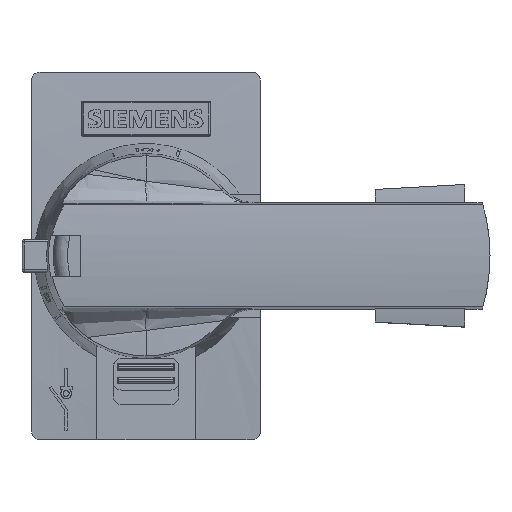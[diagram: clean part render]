
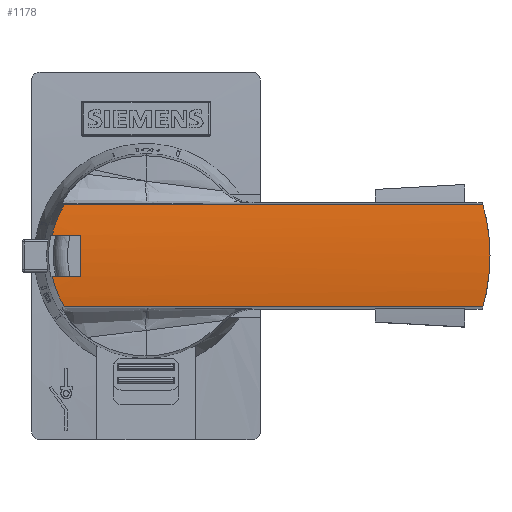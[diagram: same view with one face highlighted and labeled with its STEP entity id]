
A CAD part, top view. The second image highlights one B-rep face of the part: STEP entity #1178.
In plain terms, the highlighted cylindrical face has radius 50 mm (diameter 100 mm), a partial arc.
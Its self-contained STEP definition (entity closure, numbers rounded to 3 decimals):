
#1178=ADVANCED_FACE('',(#2628),#2629,.T.);
#2628=FACE_OUTER_BOUND('',#4675,.T.);
#2629=CYLINDRICAL_SURFACE('',#4676,50.0);
#4675=EDGE_LOOP('',(#8501,#8502,#8503,#8504,#8505,#8506,#8507,#8508,#8509));
#4676=AXIS2_PLACEMENT_3D('',#8510,#8511,#8512);
#8501=ORIENTED_EDGE('',*,*,#11844,.F.);
#8502=ORIENTED_EDGE('',*,*,#12199,.F.);
#8503=ORIENTED_EDGE('',*,*,#12201,.F.);
#8504=ORIENTED_EDGE('',*,*,#12202,.T.);
#8505=ORIENTED_EDGE('',*,*,#12147,.F.);
#8506=ORIENTED_EDGE('',*,*,#11008,.F.);
#8507=ORIENTED_EDGE('',*,*,#12186,.F.);
#8508=ORIENTED_EDGE('',*,*,#12203,.F.);
#8509=ORIENTED_EDGE('',*,*,#12193,.T.);
#8510=CARTESIAN_POINT('',(58.15,22.45,-24.));
#8511=DIRECTION('',(-1.0,0.0,0.0));
#8512=DIRECTION('',(0.0,1.0,0.0));
#11008=EDGE_CURVE('',#13182,#13172,#13184,.T.);
#11844=EDGE_CURVE('',#14428,#14424,#14430,.T.);
#12147=EDGE_CURVE('',#13172,#14937,#14938,.T.);
#12186=EDGE_CURVE('',#14989,#13182,#14991,.T.);
#12193=EDGE_CURVE('',#14999,#14424,#15002,.T.);
#12199=EDGE_CURVE('',#15008,#14428,#15010,.T.);
#12201=EDGE_CURVE('',#15012,#15008,#15013,.T.);
#12202=EDGE_CURVE('',#15012,#14937,#15014,.T.);
#12203=EDGE_CURVE('',#14999,#14989,#15015,.T.);
#13172=VERTEX_POINT('',#16586);
#13182=VERTEX_POINT('',#16612);
#13184=B_SPLINE_CURVE_WITH_KNOTS('',3,(#16619,#16620,#16621,#16622,#16623,#16624,#16625,#16626,#16627,#16628,#16629,#16630,#16631,#16632),.UNSPECIFIED.,.F.,.F.,(4,1,1,1,1,1,1,1,1,1,1,4),(0.0,0.091,0.182,0.273,0.364,0.455,0.545,0.636,0.727,0.818,0.909,1.0),.UNSPECIFIED.);
#14424=VERTEX_POINT('',#18684);
#14428=VERTEX_POINT('',#18690);
#14430=CIRCLE('',#18693,50.0);
#14937=VERTEX_POINT('',#19539);
#14938=B_SPLINE_CURVE_WITH_KNOTS('',3,(#19540,#19541,#19542,#19543,#19544,#19545,#19546,#19547,#19548,#19549,#19550,#19551,#19552,#19553),.UNSPECIFIED.,.F.,.F.,(4,1,1,1,1,1,1,1,1,1,1,4),(0.0,0.091,0.182,0.273,0.364,0.455,0.545,0.636,0.727,0.818,0.909,1.0),.UNSPECIFIED.);
#14989=VERTEX_POINT('',#19749);
#14991=LINE('',#19755,#19756);
#14999=VERTEX_POINT('',#19767);
#15002=LINE('',#19776,#19777);
#15008=VERTEX_POINT('',#19784);
#15010=LINE('',#19791,#19792);
#15012=VERTEX_POINT('',#19794);
#15013=B_SPLINE_CURVE_WITH_KNOTS('',3,(#19795,#19796,#19797,#19798,#19799,#19800,#19801,#19802,#19803),.UNSPECIFIED.,.F.,.F.,(4,1,1,1,1,1,4),(0.0,0.167,0.333,0.5,0.667,0.833,1.0),.UNSPECIFIED.);
#15014=LINE('',#19804,#19805);
#15015=B_SPLINE_CURVE_WITH_KNOTS('',3,(#19806,#19807,#19808,#19809,#19810,#19811,#19812,#19813,#19814),.UNSPECIFIED.,.F.,.F.,(4,1,1,1,1,1,4),(0.0,0.167,0.333,0.5,0.667,0.833,1.0),.UNSPECIFIED.);
#16586=CARTESIAN_POINT('',(57.154,22.45,26.));
#16612=CARTESIAN_POINT('',(56.276,28.676,25.611));
#16619=CARTESIAN_POINT('',(56.276,28.676,25.611));
#16620=CARTESIAN_POINT('',(56.383,28.304,25.657));
#16621=CARTESIAN_POINT('',(56.577,27.556,25.743));
#16622=CARTESIAN_POINT('',(56.81,26.427,25.846));
#16623=CARTESIAN_POINT('',(56.984,25.294,25.923));
#16624=CARTESIAN_POINT('',(57.099,24.157,25.975));
#16625=CARTESIAN_POINT('',(57.157,23.018,26.001));
#16626=CARTESIAN_POINT('',(57.157,21.882,26.001));
#16627=CARTESIAN_POINT('',(57.099,20.743,25.975));
#16628=CARTESIAN_POINT('',(56.984,19.606,25.923));
#16629=CARTESIAN_POINT('',(56.81,18.473,25.846));
#16630=CARTESIAN_POINT('',(56.577,17.344,25.743));
#16631=CARTESIAN_POINT('',(56.383,16.596,25.657));
#16632=CARTESIAN_POINT('',(56.276,16.224,25.611));
#18684=CARTESIAN_POINT('',(7.15,24.95,25.937));
#18690=CARTESIAN_POINT('',(7.15,19.95,25.937));
#18693=AXIS2_PLACEMENT_3D('',#22625,#22626,#22627);
#19539=CARTESIAN_POINT('',(56.276,16.224,25.611));
#19540=CARTESIAN_POINT('',(56.276,28.676,25.611));
#19541=CARTESIAN_POINT('',(56.383,28.304,25.657));
#19542=CARTESIAN_POINT('',(56.577,27.556,25.743));
#19543=CARTESIAN_POINT('',(56.81,26.427,25.846));
#19544=CARTESIAN_POINT('',(56.984,25.294,25.923));
#19545=CARTESIAN_POINT('',(57.099,24.157,25.975));
#19546=CARTESIAN_POINT('',(57.157,23.018,26.001));
#19547=CARTESIAN_POINT('',(57.157,21.882,26.001));
#19548=CARTESIAN_POINT('',(57.099,20.743,25.975));
#19549=CARTESIAN_POINT('',(56.984,19.606,25.923));
#19550=CARTESIAN_POINT('',(56.81,18.473,25.846));
#19551=CARTESIAN_POINT('',(56.577,17.344,25.743));
#19552=CARTESIAN_POINT('',(56.383,16.596,25.657));
#19553=CARTESIAN_POINT('',(56.276,16.224,25.611));
#19749=CARTESIAN_POINT('',(5.176,28.676,25.611));
#19755=CARTESIAN_POINT('',(5.176,28.676,25.611));
#19756=VECTOR('',#23107,51.1);
#19767=CARTESIAN_POINT('',(3.684,24.95,25.937));
#19776=CARTESIAN_POINT('',(3.684,24.95,25.937));
#19777=VECTOR('',#23112,3.466);
#19784=CARTESIAN_POINT('',(3.684,19.95,25.937));
#19791=CARTESIAN_POINT('',(3.684,19.95,25.937));
#19792=VECTOR('',#23117,3.466);
#19794=CARTESIAN_POINT('',(5.176,16.224,25.611));
#19795=CARTESIAN_POINT('',(5.176,16.224,25.611));
#19796=CARTESIAN_POINT('',(5.058,16.416,25.635));
#19797=CARTESIAN_POINT('',(4.833,16.806,25.681));
#19798=CARTESIAN_POINT('',(4.531,17.409,25.746));
#19799=CARTESIAN_POINT('',(4.263,18.027,25.805));
#19800=CARTESIAN_POINT('',(4.032,18.657,25.857));
#19801=CARTESIAN_POINT('',(3.836,19.299,25.902));
#19802=CARTESIAN_POINT('',(3.731,19.732,25.926));
#19803=CARTESIAN_POINT('',(3.684,19.95,25.937));
#19804=CARTESIAN_POINT('',(5.176,16.224,25.611));
#19805=VECTOR('',#23118,51.1);
#19806=CARTESIAN_POINT('',(3.684,24.95,25.937));
#19807=CARTESIAN_POINT('',(3.731,25.168,25.926));
#19808=CARTESIAN_POINT('',(3.836,25.601,25.902));
#19809=CARTESIAN_POINT('',(4.032,26.243,25.857));
#19810=CARTESIAN_POINT('',(4.263,26.873,25.805));
#19811=CARTESIAN_POINT('',(4.531,27.491,25.746));
#19812=CARTESIAN_POINT('',(4.833,28.094,25.681));
#19813=CARTESIAN_POINT('',(5.058,28.484,25.635));
#19814=CARTESIAN_POINT('',(5.176,28.676,25.611));
#22625=CARTESIAN_POINT('',(7.15,22.45,-24.));
#22626=DIRECTION('',(-1.0,0.0,0.0));
#22627=DIRECTION('',(0.0,-0.05,0.999));
#23107=DIRECTION('',(1.0,0.0,0.0));
#23112=DIRECTION('',(1.0,0.0,0.0));
#23117=DIRECTION('',(1.0,0.0,0.0));
#23118=DIRECTION('',(1.0,0.0,0.0));
